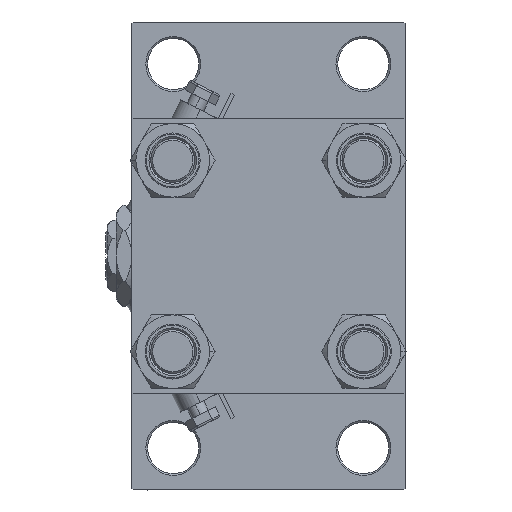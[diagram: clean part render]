
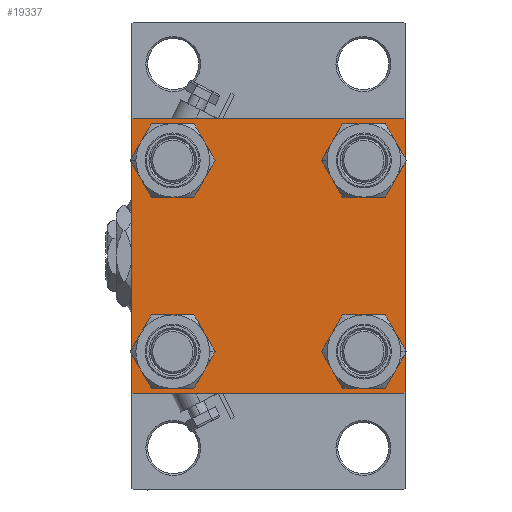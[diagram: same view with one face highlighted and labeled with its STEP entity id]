
A CAD part, left-side view. The second image highlights one B-rep face of the part: STEP entity #19337.
In plain terms, the highlighted planar face has unit normal (-1, 0, 0).
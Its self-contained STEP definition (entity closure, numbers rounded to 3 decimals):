
#290 = CARTESIAN_POINT ( 'NONE',  ( 0., 26.15, 32.65 ) ) ;
#1349 = LINE ( 'NONE', #4455, #43343 ) ;
#1692 = ORIENTED_EDGE ( 'NONE', *, *, #46229, .T. ) ;
#1774 = FACE_BOUND ( 'NONE', #39516, .T. ) ;
#2272 = CARTESIAN_POINT ( 'NONE',  ( 0., -26.15, 26.15 ) ) ;
#2857 = CARTESIAN_POINT ( 'NONE',  ( 0., -37.5, 37. ) ) ;
#3354 = EDGE_CURVE ( 'NONE', #24252, #30761, #13849, .T. ) ;
#3408 = VERTEX_POINT ( 'NONE', #27360 ) ;
#3521 = CIRCLE ( 'NONE', #12585, 6.5 ) ;
#4044 = EDGE_LOOP ( 'NONE', ( #37058, #31828 ) ) ;
#4230 = VERTEX_POINT ( 'NONE', #2857 ) ;
#4455 = CARTESIAN_POINT ( 'NONE',  ( 0., 37.25, -37.25 ) ) ;
#4516 = LINE ( 'NONE', #31880, #12336 ) ;
#4555 = DIRECTION ( 'NONE',  ( 1., 0., 0. ) ) ;
#4596 = CARTESIAN_POINT ( 'NONE',  ( 0., 26.15, -19.65 ) ) ;
#5164 = ORIENTED_EDGE ( 'NONE', *, *, #34730, .T. ) ;
#5207 = DIRECTION ( 'NONE',  ( 0., 0., -1. ) ) ;
#5320 = CIRCLE ( 'NONE', #42415, 6.5 ) ;
#6949 = DIRECTION ( 'NONE',  ( 0., -1., 0. ) ) ;
#7397 = VERTEX_POINT ( 'NONE', #290 ) ;
#7481 = DIRECTION ( 'NONE',  ( 0., 0., 1. ) ) ;
#7877 = DIRECTION ( 'NONE',  ( 0., 0., 1. ) ) ;
#8673 = VECTOR ( 'NONE', #34513, 1000. ) ;
#8674 = AXIS2_PLACEMENT_3D ( 'NONE', #31374, #11740, #7877 ) ;
#9020 = DIRECTION ( 'NONE',  ( 0., 0., 1. ) ) ;
#9399 = ORIENTED_EDGE ( 'NONE', *, *, #35947, .T. ) ;
#9871 = CARTESIAN_POINT ( 'NONE',  ( 0., 37.5, 37.5 ) ) ;
#9912 = EDGE_CURVE ( 'NONE', #30187, #12848, #32095, .T. ) ;
#10290 = VECTOR ( 'NONE', #27816, 1000. ) ;
#10859 = EDGE_CURVE ( 'NONE', #27209, #51044, #4516, .T. ) ;
#11158 = CIRCLE ( 'NONE', #8674, 6.5 ) ;
#11740 = DIRECTION ( 'NONE',  ( 1., 0., 0. ) ) ;
#12336 = VECTOR ( 'NONE', #15870, 1000. ) ;
#12393 = CARTESIAN_POINT ( 'NONE',  ( 0., 26.15, -32.65 ) ) ;
#12585 = AXIS2_PLACEMENT_3D ( 'NONE', #38114, #33743, #30144 ) ;
#12848 = VERTEX_POINT ( 'NONE', #4596 ) ;
#13468 = EDGE_LOOP ( 'NONE', ( #1692, #24945 ) ) ;
#13849 = CIRCLE ( 'NONE', #30342, 6.5 ) ;
#15870 = DIRECTION ( 'NONE',  ( 0., -1., 0. ) ) ;
#16152 = VERTEX_POINT ( 'NONE', #18796 ) ;
#16227 = VERTEX_POINT ( 'NONE', #34784 ) ;
#16731 = CARTESIAN_POINT ( 'NONE',  ( 0., 37.5, -37. ) ) ;
#16827 = LINE ( 'NONE', #48806, #19388 ) ;
#17086 = DIRECTION ( 'NONE',  ( 0., -0.707, -0.707 ) ) ;
#17264 = FACE_OUTER_BOUND ( 'NONE', #42544, .T. ) ;
#17750 = EDGE_CURVE ( 'NONE', #23561, #16227, #23807, .T. ) ;
#18201 = VERTEX_POINT ( 'NONE', #18710 ) ;
#18324 = DIRECTION ( 'NONE',  ( 1., 0., 0. ) ) ;
#18509 = ORIENTED_EDGE ( 'NONE', *, *, #46266, .T. ) ;
#18710 = CARTESIAN_POINT ( 'NONE',  ( 0., 37., 37.5 ) ) ;
#18796 = CARTESIAN_POINT ( 'NONE',  ( 0., -37.5, -37. ) ) ;
#19027 = LINE ( 'NONE', #47401, #10290 ) ;
#19066 = CARTESIAN_POINT ( 'NONE',  ( 0., 37.25, 37.25 ) ) ;
#19337 = ADVANCED_FACE ( 'NONE', ( #25788, #44870, #36610, #1774, #17264 ), #32755, .T. ) ;
#19388 = VECTOR ( 'NONE', #5207, 1000. ) ;
#19890 = VECTOR ( 'NONE', #6949, 1000. ) ;
#21156 = DIRECTION ( 'NONE',  ( 0., 0.707, 0.707 ) ) ;
#21898 = DIRECTION ( 'NONE',  ( 1., 0., 0. ) ) ;
#22304 = VERTEX_POINT ( 'NONE', #16731 ) ;
#22666 = LINE ( 'NONE', #38382, #8673 ) ;
#22876 = AXIS2_PLACEMENT_3D ( 'NONE', #50725, #18324, #27285 ) ;
#22919 = EDGE_CURVE ( 'NONE', #18201, #28221, #26581, .T. ) ;
#23416 = DIRECTION ( 'NONE',  ( 0., 0., 1. ) ) ;
#23482 = DIRECTION ( 'NONE',  ( 0., 0., 1. ) ) ;
#23561 = VERTEX_POINT ( 'NONE', #47646 ) ;
#23596 = CARTESIAN_POINT ( 'NONE',  ( 0., 37., -37.5 ) ) ;
#23673 = CARTESIAN_POINT ( 'NONE',  ( 0., -26.15, -26.15 ) ) ;
#23723 = DIRECTION ( 'NONE',  ( 0., 0.707, -0.707 ) ) ;
#23777 = ORIENTED_EDGE ( 'NONE', *, *, #44152, .T. ) ;
#23807 = CIRCLE ( 'NONE', #47704, 6.5 ) ;
#23970 = CARTESIAN_POINT ( 'NONE',  ( 0., 26.15, 19.65 ) ) ;
#24049 = ORIENTED_EDGE ( 'NONE', *, *, #45733, .F. ) ;
#24183 = VECTOR ( 'NONE', #23723, 1000. ) ;
#24190 = EDGE_LOOP ( 'NONE', ( #25502, #28053 ) ) ;
#24252 = VERTEX_POINT ( 'NONE', #34064 ) ;
#24594 = CARTESIAN_POINT ( 'NONE',  ( 0., -37., 37.5 ) ) ;
#24945 = ORIENTED_EDGE ( 'NONE', *, *, #17750, .T. ) ;
#25278 = CARTESIAN_POINT ( 'NONE',  ( 0., 0., 0. ) ) ;
#25285 = LINE ( 'NONE', #48746, #36735 ) ;
#25502 = ORIENTED_EDGE ( 'NONE', *, *, #43021, .T. ) ;
#25715 = CARTESIAN_POINT ( 'NONE',  ( 0., -26.15, -19.65 ) ) ;
#25788 = FACE_BOUND ( 'NONE', #13468, .T. ) ;
#26045 = DIRECTION ( 'NONE',  ( -1., 0., 0. ) ) ;
#26521 = EDGE_CURVE ( 'NONE', #18201, #3408, #35059, .T. ) ;
#26581 = LINE ( 'NONE', #9871, #19890 ) ;
#26781 = EDGE_CURVE ( 'NONE', #12848, #30187, #3521, .T. ) ;
#27209 = VERTEX_POINT ( 'NONE', #23596 ) ;
#27285 = DIRECTION ( 'NONE',  ( 0., 0., 1. ) ) ;
#27360 = CARTESIAN_POINT ( 'NONE',  ( 0., 37.5, 37. ) ) ;
#27376 = DIRECTION ( 'NONE',  ( 1., 0., 0. ) ) ;
#27816 = DIRECTION ( 'NONE',  ( 0., -0.707, 0.707 ) ) ;
#28053 = ORIENTED_EDGE ( 'NONE', *, *, #3354, .T. ) ;
#28221 = VERTEX_POINT ( 'NONE', #24594 ) ;
#28660 = DIRECTION ( 'NONE',  ( 1., 0., 0. ) ) ;
#29652 = DIRECTION ( 'NONE',  ( 0., 0., 1. ) ) ;
#30144 = DIRECTION ( 'NONE',  ( 0., 0., 1. ) ) ;
#30187 = VERTEX_POINT ( 'NONE', #12393 ) ;
#30342 = AXIS2_PLACEMENT_3D ( 'NONE', #31729, #46689, #23482 ) ;
#30761 = VERTEX_POINT ( 'NONE', #25715 ) ;
#31000 = AXIS2_PLACEMENT_3D ( 'NONE', #40506, #28660, #9020 ) ;
#31242 = AXIS2_PLACEMENT_3D ( 'NONE', #38965, #27376, #7481 ) ;
#31374 = CARTESIAN_POINT ( 'NONE',  ( 0., 26.15, 26.15 ) ) ;
#31638 = ORIENTED_EDGE ( 'NONE', *, *, #26521, .T. ) ;
#31729 = CARTESIAN_POINT ( 'NONE',  ( 0., -26.15, -26.15 ) ) ;
#31828 = ORIENTED_EDGE ( 'NONE', *, *, #9912, .T. ) ;
#31880 = CARTESIAN_POINT ( 'NONE',  ( 0., 37.5, -37.5 ) ) ;
#32095 = CIRCLE ( 'NONE', #31242, 6.5 ) ;
#32755 = PLANE ( 'NONE',  #47733 ) ;
#33743 = DIRECTION ( 'NONE',  ( 1., 0., 0. ) ) ;
#34064 = CARTESIAN_POINT ( 'NONE',  ( 0., -26.15, -32.65 ) ) ;
#34513 = DIRECTION ( 'NONE',  ( 0., 0., -1. ) ) ;
#34730 = EDGE_CURVE ( 'NONE', #51044, #16152, #19027, .T. ) ;
#34784 = CARTESIAN_POINT ( 'NONE',  ( 0., -26.15, 32.65 ) ) ;
#35059 = LINE ( 'NONE', #19066, #24183 ) ;
#35947 = EDGE_CURVE ( 'NONE', #7397, #37865, #11158, .T. ) ;
#36383 = EDGE_CURVE ( 'NONE', #22304, #27209, #1349, .T. ) ;
#36610 = FACE_BOUND ( 'NONE', #4044, .T. ) ;
#36735 = VECTOR ( 'NONE', #21156, 1000. ) ;
#37058 = ORIENTED_EDGE ( 'NONE', *, *, #26781, .T. ) ;
#37865 = VERTEX_POINT ( 'NONE', #23970 ) ;
#38114 = CARTESIAN_POINT ( 'NONE',  ( 0., 26.15, -26.15 ) ) ;
#38357 = ORIENTED_EDGE ( 'NONE', *, *, #36383, .T. ) ;
#38382 = CARTESIAN_POINT ( 'NONE',  ( 0., 37.5, 37.5 ) ) ;
#38965 = CARTESIAN_POINT ( 'NONE',  ( 0., 26.15, -26.15 ) ) ;
#39013 = ORIENTED_EDGE ( 'NONE', *, *, #10859, .T. ) ;
#39516 = EDGE_LOOP ( 'NONE', ( #9399, #44412 ) ) ;
#40060 = EDGE_CURVE ( 'NONE', #37865, #7397, #45111, .T. ) ;
#40506 = CARTESIAN_POINT ( 'NONE',  ( 0., -26.15, 26.15 ) ) ;
#42415 = AXIS2_PLACEMENT_3D ( 'NONE', #23673, #4555, #23416 ) ;
#42544 = EDGE_LOOP ( 'NONE', ( #23777, #38357, #39013, #5164, #24049, #18509, #49162, #31638 ) ) ;
#43021 = EDGE_CURVE ( 'NONE', #30761, #24252, #5320, .T. ) ;
#43343 = VECTOR ( 'NONE', #17086, 1000. ) ;
#44152 = EDGE_CURVE ( 'NONE', #3408, #22304, #22666, .T. ) ;
#44412 = ORIENTED_EDGE ( 'NONE', *, *, #40060, .T. ) ;
#44870 = FACE_BOUND ( 'NONE', #24190, .T. ) ;
#45111 = CIRCLE ( 'NONE', #22876, 6.5 ) ;
#45733 = EDGE_CURVE ( 'NONE', #4230, #16152, #16827, .T. ) ;
#46229 = EDGE_CURVE ( 'NONE', #16227, #23561, #50722, .T. ) ;
#46266 = EDGE_CURVE ( 'NONE', #4230, #28221, #25285, .T. ) ;
#46689 = DIRECTION ( 'NONE',  ( 1., 0., 0. ) ) ;
#47401 = CARTESIAN_POINT ( 'NONE',  ( 0., -37.25, -37.25 ) ) ;
#47646 = CARTESIAN_POINT ( 'NONE',  ( 0., -26.15, 19.65 ) ) ;
#47704 = AXIS2_PLACEMENT_3D ( 'NONE', #2272, #21898, #29652 ) ;
#47733 = AXIS2_PLACEMENT_3D ( 'NONE', #25278, #26045, #49243 ) ;
#48735 = CARTESIAN_POINT ( 'NONE',  ( 0., -37., -37.5 ) ) ;
#48746 = CARTESIAN_POINT ( 'NONE',  ( 0., -37.25, 37.25 ) ) ;
#48806 = CARTESIAN_POINT ( 'NONE',  ( 0., -37.5, 37.5 ) ) ;
#49162 = ORIENTED_EDGE ( 'NONE', *, *, #22919, .F. ) ;
#49243 = DIRECTION ( 'NONE',  ( 0., 0., 1. ) ) ;
#50722 = CIRCLE ( 'NONE', #31000, 6.5 ) ;
#50725 = CARTESIAN_POINT ( 'NONE',  ( 0., 26.15, 26.15 ) ) ;
#51044 = VERTEX_POINT ( 'NONE', #48735 ) ;
